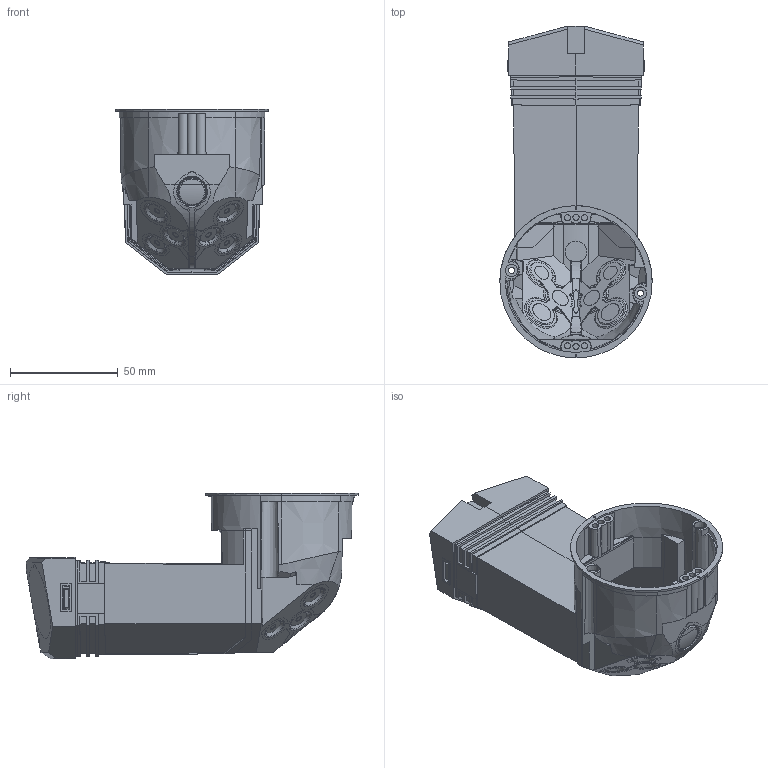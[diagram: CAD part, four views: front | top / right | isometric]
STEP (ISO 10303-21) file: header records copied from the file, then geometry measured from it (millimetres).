
FILE_DESCRIPTION (( 'STEP AP214' ), '1' );
FILE_NAME ('2003828.STEP', '2025-03-06T10:23:29', ( '' ), ( '' ), 'SwSTEP 2.0', 'SolidWorks 2024', '' );
FILE_SCHEMA (( 'AUTOMOTIVE_DESIGN' ));
Length unit declared in the file: millimetre
Products named in the file (3): 177931_Elektronikdose-HE61-L; 2003828; 177958_HE 61-L lid
Assembly tree (2 placements, depth 2):
  2003828
    177931_Elektronikdose-HE61-L
    177958_HE 61-L lid
Bounding box: 70.8 x 154.31 x 76.93 mm (x, y, z)
Volume: 45388.9 mm3; surface area: 83170.1 mm2
Topology: 5 solids, 5 shells, 1637 faces, 4591 edges, 2975 vertices
Faces by surface type: plane 727, bspline 470, cone 224, cylinder 142, torus 74
Entity records: 67768 total; most frequent: CARTESIAN_POINT 30590, ORIENTED_EDGE 9174, DIRECTION 5797, EDGE_CURVE 4587, VERTEX_POINT 2975, AXIS2_PLACEMENT_3D 1958, LINE 1881, VECTOR 1881
